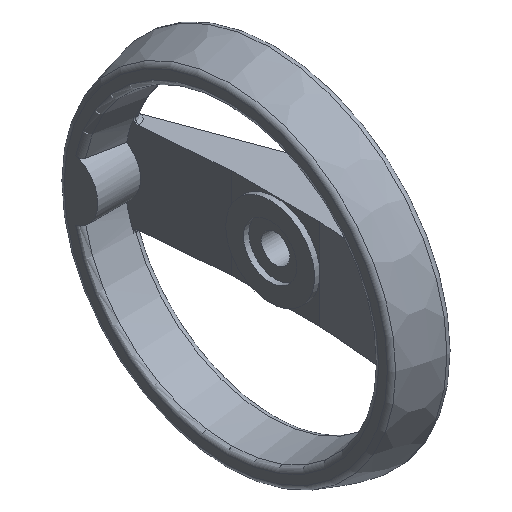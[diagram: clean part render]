
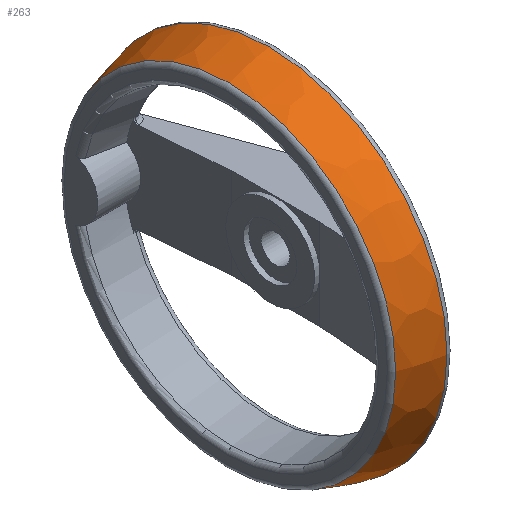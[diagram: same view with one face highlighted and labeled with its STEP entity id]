
A CAD part, isometric view. The second image highlights one B-rep face of the part: STEP entity #263.
In plain terms, the highlighted free-form (B-spline) face has degree [3, 3] with [4, 7] control points.
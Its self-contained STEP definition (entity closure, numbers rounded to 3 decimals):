
#97=(
BOUNDED_SURFACE()
B_SPLINE_SURFACE(3,3,((#1463,#1464,#1465,#1466,#1467,#1468,#1469),(#1470,
#1471,#1472,#1473,#1474,#1475,#1476),(#1477,#1478,#1479,#1480,#1481,#1482,
#1483),(#1484,#1485,#1486,#1487,#1488,#1489,#1490)),.UNSPECIFIED.,.F.,.T.,
.F.)
B_SPLINE_SURFACE_WITH_KNOTS((4,4),(1,3,3,3,1),(0.,1.),(-0.5,0.,0.5,1.,1.5),
.UNSPECIFIED.)
GEOMETRIC_REPRESENTATION_ITEM()
RATIONAL_B_SPLINE_SURFACE(((1.,0.333,0.333,1.,0.333,
0.333,1.),(0.996,0.332,0.332,
0.996,0.332,0.332,0.996),
(0.996,0.332,0.332,0.996,
0.332,0.332,0.996),(1.,0.333,
0.333,1.,0.333,0.333,1.)))
REPRESENTATION_ITEM('')
SURFACE()
);
#263=ADVANCED_FACE('',(#323,#324),#97,.T.);
#323=FACE_BOUND('',#400,.T.);
#324=FACE_BOUND('',#401,.T.);
#400=EDGE_LOOP('',(#528));
#401=EDGE_LOOP('',(#529));
#528=ORIENTED_EDGE('',*,*,#821,.F.);
#529=ORIENTED_EDGE('',*,*,#820,.T.);
#732=VERTEX_POINT('',#1459);
#733=VERTEX_POINT('',#1462);
#820=EDGE_CURVE('',#732,#732,#879,.T.);
#821=EDGE_CURVE('',#733,#733,#880,.T.);
#879=CIRCLE('',#937,93.773);
#880=CIRCLE('',#939,100.002);
#937=AXIS2_PLACEMENT_3D('',#1458,#1087,#1088);
#939=AXIS2_PLACEMENT_3D('',#1461,#1091,#1092);
#1087=DIRECTION('',(1.,0.,0.));
#1088=DIRECTION('',(0.,0.,-1.));
#1091=DIRECTION('',(1.,0.,0.));
#1092=DIRECTION('',(0.,0.,-1.));
#1458=CARTESIAN_POINT('',(382.892,365.,0.));
#1459=CARTESIAN_POINT('',(382.892,365.,-93.773));
#1461=CARTESIAN_POINT('',(405.526,365.,0.));
#1462=CARTESIAN_POINT('',(405.526,365.,-100.002));
#1463=CARTESIAN_POINT('',(405.526,365.,-100.002));
#1464=CARTESIAN_POINT('',(405.526,565.005,-100.002));
#1465=CARTESIAN_POINT('',(405.526,565.005,100.002));
#1466=CARTESIAN_POINT('',(405.526,365.,100.002));
#1467=CARTESIAN_POINT('',(405.526,164.995,100.002));
#1468=CARTESIAN_POINT('',(405.526,164.995,-100.002));
#1469=CARTESIAN_POINT('',(405.526,365.,-100.002));
#1470=CARTESIAN_POINT('',(397.768,365.,-98.761));
#1471=CARTESIAN_POINT('',(397.768,562.522,-98.761));
#1472=CARTESIAN_POINT('',(397.768,562.522,98.761));
#1473=CARTESIAN_POINT('',(397.768,365.,98.761));
#1474=CARTESIAN_POINT('',(397.768,167.478,98.761));
#1475=CARTESIAN_POINT('',(397.768,167.478,-98.761));
#1476=CARTESIAN_POINT('',(397.768,365.,-98.761));
#1477=CARTESIAN_POINT('',(390.192,365.,-96.676));
#1478=CARTESIAN_POINT('',(390.192,558.353,-96.676));
#1479=CARTESIAN_POINT('',(390.192,558.353,96.676));
#1480=CARTESIAN_POINT('',(390.192,365.,96.676));
#1481=CARTESIAN_POINT('',(390.192,171.647,96.676));
#1482=CARTESIAN_POINT('',(390.192,171.647,-96.676));
#1483=CARTESIAN_POINT('',(390.192,365.,-96.676));
#1484=CARTESIAN_POINT('',(382.892,365.,-93.773));
#1485=CARTESIAN_POINT('',(382.892,552.546,-93.773));
#1486=CARTESIAN_POINT('',(382.892,552.546,93.773));
#1487=CARTESIAN_POINT('',(382.892,365.,93.773));
#1488=CARTESIAN_POINT('',(382.892,177.454,93.773));
#1489=CARTESIAN_POINT('',(382.892,177.454,-93.773));
#1490=CARTESIAN_POINT('',(382.892,365.,-93.773));
